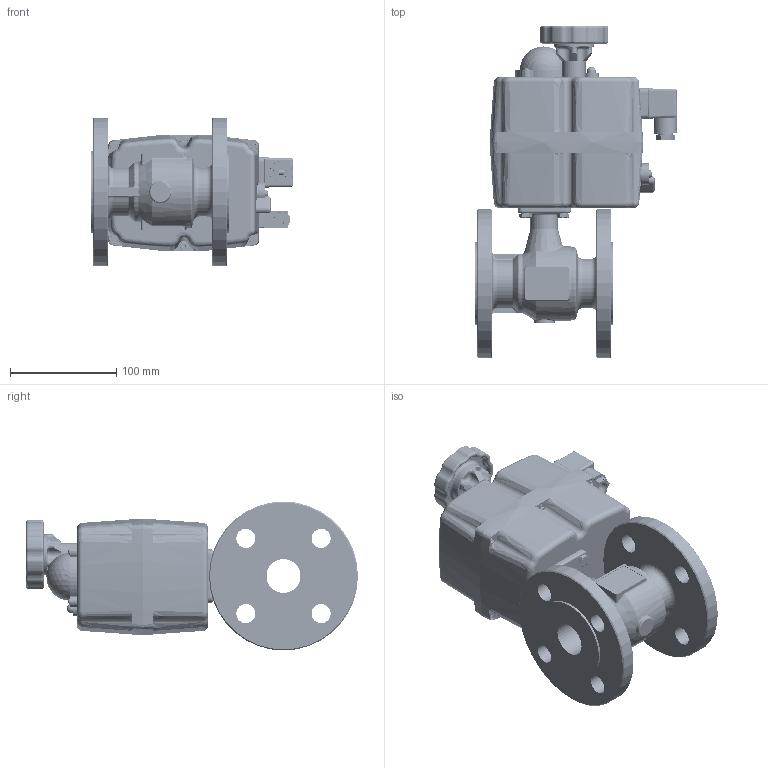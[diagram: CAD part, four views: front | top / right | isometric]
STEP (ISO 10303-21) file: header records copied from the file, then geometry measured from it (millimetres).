
FILE_DESCRIPTION(('STEP AP214'),'1');
FILE_NAME('valve_ake75-32-b-s20.stp','2018-06-14T12:37:47',('TraceParts'),('TraceParts S.A.'),'Spatial InterOp 3D',' ',' ');
FILE_SCHEMA(('automotive_design'));
Length unit declared in the file: millimetre
Products named in the file (49): valve_ake75-32-b-s20_1; valve_ake75-32-b-s20_2; valve_ake75-32-b-s20_3; valve_ake75-32-b-s20_4; valve_ake75-32-b-s20_5; valve_ake75-32-b-s20_6; valve_ake75-32-b-s20_7; valve_ake75-32-b-s20_8; valve_ake75-32-b-s20_9; valve_ake75-32-b-s20_10; valve_ake75-32-b-s20_11; valve_ake75-32-b-s20_12; valve_ake75-32-b-s20_13; valve_ake75-32-b-s20_14; valve_ake75-32-b-s20_15; valve_ake75-32-b-s20_16; valve_ake75-32-b-s20_17; valve_ake75-32-b-s20_18; valve_ake75-32-b-s20_19; valve_ake75-32-b-s20_20; valve_ake75-32-b-s20_21; valve_ake75-32-b-s20_22; Volumenkörper23; valve_ake75-32-b-s20_24; valve_ake75-32-b-s20_25; valve_ake75-32-b-s20_26; valve_ake75-32-b-s20_27; valve_ake75-32-b-s20_28; valve_ake75-32-b-s20_29; valve_ake75-32-b-s20_30; valve_ake75-32-b-s20_31; valve_ake75-32-b-s20_32; valve_ake75-32-b-s20_33; valve_ake75-32-b-s20_34; valve_ake75-32-b-s20_35; valve_ake75-32-b-s20_36; valve_ake75-32-b-s20_37; valve_ake75-32-b-s20_38; valve_ake75-32-b-s20_39; valve_ake75-32-b-s20_40 ...
Bounding box: 189.71 x 312 x 140 mm (x, y, z)
Volume: 1144683.5 mm3; surface area: 389006.6 mm2
Topology: 49 solids, 50 shells, 5255 faces, 12872 edges, 7787 vertices
Faces by surface type: cylinder 1688, cone 1178, plane 1165, torus 753, bspline 330, sphere 141
Entity records: 238284 total; most frequent: CARTESIAN_POINT 70051, DIRECTION 28045, ORIENTED_EDGE 25514, EDGE_CURVE 12757, AXIS2_PLACEMENT_3D 11456, VERTEX_POINT 7787, CIRCLE 6348, EDGE_LOOP 5622
